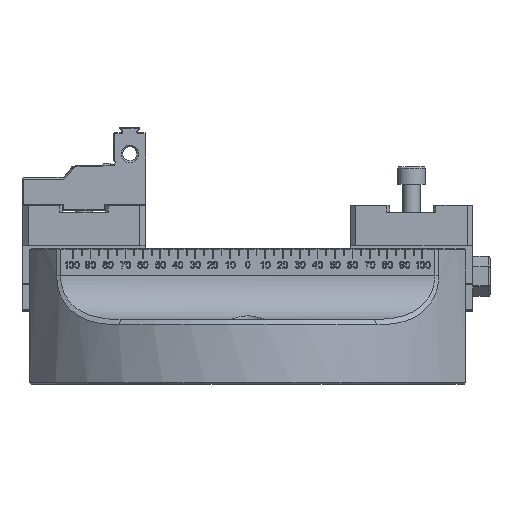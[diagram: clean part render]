
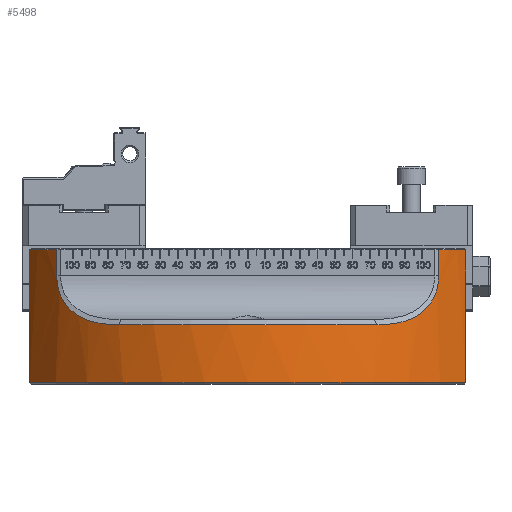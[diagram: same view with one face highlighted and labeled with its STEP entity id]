
A CAD part, front view. The second image highlights one B-rep face of the part: STEP entity #5498.
In plain terms, the highlighted cylindrical face has radius 147.5 mm (diameter 295 mm), a partial arc.
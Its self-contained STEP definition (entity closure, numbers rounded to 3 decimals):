
#1056=B_SPLINE_CURVE_WITH_KNOTS('',3,(#67515,#67516,#67517,#67518,#67519,
#67520,#67521,#67522,#67523,#67524,#67525,#67526,#67527,#67528,#67529,#67530,
#67531,#67532,#67533,#67534,#67535,#67536,#67537,#67538,#67539,#67540,#67541,
#67542,#67543),.UNSPECIFIED.,.F.,.F.,(4,2,2,2,2,2,2,2,2,2,2,1,2,2,4),(0.,
0.063,0.094,0.125,0.188,
0.219,0.234,0.25,0.375,
0.438,0.469,0.484,0.492,
0.5,1.),.UNSPECIFIED.);
#1057=B_SPLINE_CURVE_WITH_KNOTS('',3,(#67547,#67548,#67549,#67550,#67551,
#67552,#67553,#67554,#67555,#67556,#67557,#67558,#67559,#67560,#67561,#67562,
#67563,#67564,#67565,#67566,#67567,#67568,#67569,#67570,#67571,#67572,#67573,
#67574,#67575,#67576),.UNSPECIFIED.,.F.,.F.,(4,2,2,2,1,1,2,2,2,2,2,2,2,2,
2,4),(0.,0.25,0.375,0.438,0.469,
0.484,0.492,0.5,0.625,
0.688,0.719,0.734,0.75,
0.813,0.875,1.),.UNSPECIFIED.);
#2727=FACE_OUTER_BOUND('',#20137,.T.);
#5049=CYLINDRICAL_SURFACE('',#48687,147.5);
#5498=ADVANCED_FACE('',(#2727),#5049,.T.);
#10457=LINE('',#66657,#14837);
#10632=LINE('',#67238,#15012);
#10676=LINE('',#67513,#15056);
#10677=LINE('',#67578,#15057);
#14837=VECTOR('',#52732,1.);
#15012=VECTOR('',#52921,1.);
#15056=VECTOR('',#53043,1.);
#15057=VECTOR('',#53046,1.);
#20137=EDGE_LOOP('',(#24337,#24338,#24339,#24340,#24341,#24342,#24343,#24344,
#24345,#24346));
#24337=ORIENTED_EDGE('',*,*,#42089,.T.);
#24338=ORIENTED_EDGE('',*,*,#42168,.T.);
#24339=ORIENTED_EDGE('',*,*,#42169,.T.);
#24340=ORIENTED_EDGE('',*,*,#42170,.T.);
#24341=ORIENTED_EDGE('',*,*,#42171,.T.);
#24342=ORIENTED_EDGE('',*,*,#42172,.T.);
#24343=ORIENTED_EDGE('',*,*,#42173,.T.);
#24344=ORIENTED_EDGE('',*,*,#42174,.T.);
#24345=ORIENTED_EDGE('',*,*,#41889,.F.);
#24346=ORIENTED_EDGE('',*,*,#42175,.T.);
#37359=VERTEX_POINT('',#66656);
#37360=VERTEX_POINT('',#66658);
#37536=VERTEX_POINT('',#67192);
#37559=VERTEX_POINT('',#67237);
#37625=VERTEX_POINT('',#67512);
#37626=VERTEX_POINT('',#67514);
#37627=VERTEX_POINT('',#67544);
#37628=VERTEX_POINT('',#67546);
#37629=VERTEX_POINT('',#67577);
#37630=VERTEX_POINT('',#67579);
#41889=EDGE_CURVE('',#37359,#37360,#10457,.T.);
#42089=EDGE_CURVE('',#37536,#37559,#10632,.T.);
#42168=EDGE_CURVE('',#37559,#37625,#47871,.T.);
#42169=EDGE_CURVE('',#37625,#37626,#10676,.T.);
#42170=EDGE_CURVE('',#37626,#37627,#1056,.T.);
#42171=EDGE_CURVE('',#37627,#37628,#47872,.T.);
#42172=EDGE_CURVE('',#37628,#37629,#1057,.T.);
#42173=EDGE_CURVE('',#37629,#37630,#10677,.T.);
#42174=EDGE_CURVE('',#37630,#37360,#47873,.T.);
#42175=EDGE_CURVE('',#37359,#37536,#47874,.T.);
#47871=CIRCLE('',#48683,147.5);
#47872=CIRCLE('',#48684,147.5);
#47873=CIRCLE('',#48685,147.5);
#47874=CIRCLE('',#48686,147.5);
#48683=AXIS2_PLACEMENT_3D('',#67511,#53041,#53042);
#48684=AXIS2_PLACEMENT_3D('',#67545,#53044,#53045);
#48685=AXIS2_PLACEMENT_3D('',#67580,#53047,#53048);
#48686=AXIS2_PLACEMENT_3D('',#67581,#53049,#53050);
#48687=AXIS2_PLACEMENT_3D('',#67582,#53051,#53052);
#52732=DIRECTION('',(0.,0.,1.));
#52921=DIRECTION('',(0.,0.,1.));
#53041=DIRECTION('',(0.,0.,-1.));
#53042=DIRECTION('',(1.,0.,0.));
#53043=DIRECTION('',(0.,0.,-1.));
#53044=DIRECTION('',(0.,0.,-1.));
#53045=DIRECTION('',(-1.,0.,0.));
#53046=DIRECTION('',(0.,0.,1.));
#53047=DIRECTION('',(0.,0.,-1.));
#53048=DIRECTION('',(1.,0.,0.));
#53049=DIRECTION('',(0.,0.,1.));
#53050=DIRECTION('',(-1.,0.,0.));
#53051=DIRECTION('',(0.,0.,1.));
#53052=DIRECTION('',(-1.,0.,0.));
#66656=CARTESIAN_POINT('',(-25.,771.698,65.25));
#66657=CARTESIAN_POINT('',(-25.,771.698,48.85));
#66658=CARTESIAN_POINT('',(-25.,771.698,141.25));
#67192=CARTESIAN_POINT('',(225.,771.698,65.25));
#67237=CARTESIAN_POINT('',(225.,771.698,141.25));
#67238=CARTESIAN_POINT('',(225.,771.698,64.25));
#67511=CARTESIAN_POINT('',(100.,850.,141.25));
#67512=CARTESIAN_POINT('',(209.328,750.986,141.25));
#67513=CARTESIAN_POINT('',(209.328,750.986,48.85));
#67514=CARTESIAN_POINT('',(209.328,750.986,126.35));
#67515=CARTESIAN_POINT('',(209.328,750.986,126.35));
#67516=CARTESIAN_POINT('',(209.329,750.987,125.121));
#67517=CARTESIAN_POINT('',(209.255,750.906,123.902));
#67518=CARTESIAN_POINT('',(209.033,750.662,122.088));
#67519=CARTESIAN_POINT('',(208.94,750.56,121.486));
#67520=CARTESIAN_POINT('',(208.716,750.315,120.287));
#67521=CARTESIAN_POINT('',(208.579,750.165,119.663));
#67522=CARTESIAN_POINT('',(208.149,749.7,117.96));
#67523=CARTESIAN_POINT('',(207.798,749.322,116.859));
#67524=CARTESIAN_POINT('',(207.172,748.656,115.257));
#67525=CARTESIAN_POINT('',(206.946,748.418,114.732));
#67526=CARTESIAN_POINT('',(206.582,748.037,113.956));
#67527=CARTESIAN_POINT('',(206.457,747.906,113.7));
#67528=CARTESIAN_POINT('',(206.197,747.635,113.191));
#67529=CARTESIAN_POINT('',(206.05,747.483,112.916));
#67530=CARTESIAN_POINT('',(204.919,746.316,110.874));
#67531=CARTESIAN_POINT('',(203.723,745.112,109.222));
#67532=CARTESIAN_POINT('',(201.616,743.082,106.988));
#67533=CARTESIAN_POINT('',(200.861,742.369,106.284));
#67534=CARTESIAN_POINT('',(199.647,741.247,105.289));
#67535=CARTESIAN_POINT('',(199.228,740.865,104.967));
#67536=CARTESIAN_POINT('',(198.579,740.28,104.5));
#67537=CARTESIAN_POINT('',(198.249,739.984,104.27));
#67538=CARTESIAN_POINT('',(197.912,739.684,104.046));
#67539=CARTESIAN_POINT('',(197.685,739.483,103.898));
#67540=CARTESIAN_POINT('',(197.544,739.359,103.808));
#67541=CARTESIAN_POINT('',(191.759,734.267,100.155));
#67542=CARTESIAN_POINT('',(184.125,728.278,98.354));
#67543=CARTESIAN_POINT('',(173.998,722.405,98.35));
#67544=CARTESIAN_POINT('',(173.998,722.405,98.35));
#67545=CARTESIAN_POINT('',(100.,850.,98.35));
#67546=CARTESIAN_POINT('',(26.002,722.405,98.35));
#67547=CARTESIAN_POINT('',(26.002,722.405,98.35));
#67548=CARTESIAN_POINT('',(20.927,725.348,98.353));
#67549=CARTESIAN_POINT('',(16.475,728.332,98.807));
#67550=CARTESIAN_POINT('',(10.631,732.632,100.167));
#67551=CARTESIAN_POINT('',(8.822,734.037,100.733));
#67552=CARTESIAN_POINT('',(6.304,736.077,101.752));
#67553=CARTESIAN_POINT('',(5.497,736.746,102.119));
#67554=CARTESIAN_POINT('',(4.333,737.731,102.714));
#67555=CARTESIAN_POINT('',(3.763,738.218,103.021));
#67556=CARTESIAN_POINT('',(3.118,738.778,103.399));
#67557=CARTESIAN_POINT('',(2.846,739.016,103.565));
#67558=CARTESIAN_POINT('',(2.666,739.174,103.676));
#67559=CARTESIAN_POINT('',(2.602,739.23,103.716));
#67560=CARTESIAN_POINT('',(0.644,740.955,104.956));
#67561=CARTESIAN_POINT('',(-0.967,742.456,106.288));
#67562=CARTESIAN_POINT('',(-3.069,744.482,108.529));
#67563=CARTESIAN_POINT('',(-3.717,745.121,109.318));
#67564=CARTESIAN_POINT('',(-4.614,746.018,110.561));
#67565=CARTESIAN_POINT('',(-4.901,746.307,110.986));
#67566=CARTESIAN_POINT('',(-5.312,746.725,111.638));
#67567=CARTESIAN_POINT('',(-5.446,746.862,111.858));
#67568=CARTESIAN_POINT('',(-5.708,747.131,112.303));
#67569=CARTESIAN_POINT('',(-5.824,747.249,112.505));
#67570=CARTESIAN_POINT('',(-6.512,747.96,113.759));
#67571=CARTESIAN_POINT('',(-6.992,748.466,114.793));
#67572=CARTESIAN_POINT('',(-7.821,749.346,116.927));
#67573=CARTESIAN_POINT('',(-8.159,749.71,117.987));
#67574=CARTESIAN_POINT('',(-9.037,750.662,121.499));
#67575=CARTESIAN_POINT('',(-9.326,750.985,123.896));
#67576=CARTESIAN_POINT('',(-9.328,750.986,126.35));
#67577=CARTESIAN_POINT('',(-9.328,750.986,126.35));
#67578=CARTESIAN_POINT('',(-9.328,750.986,48.85));
#67579=CARTESIAN_POINT('',(-9.328,750.986,141.25));
#67580=CARTESIAN_POINT('',(100.,850.,141.25));
#67581=CARTESIAN_POINT('',(100.,850.,65.25));
#67582=CARTESIAN_POINT('',(100.,850.,48.85));
